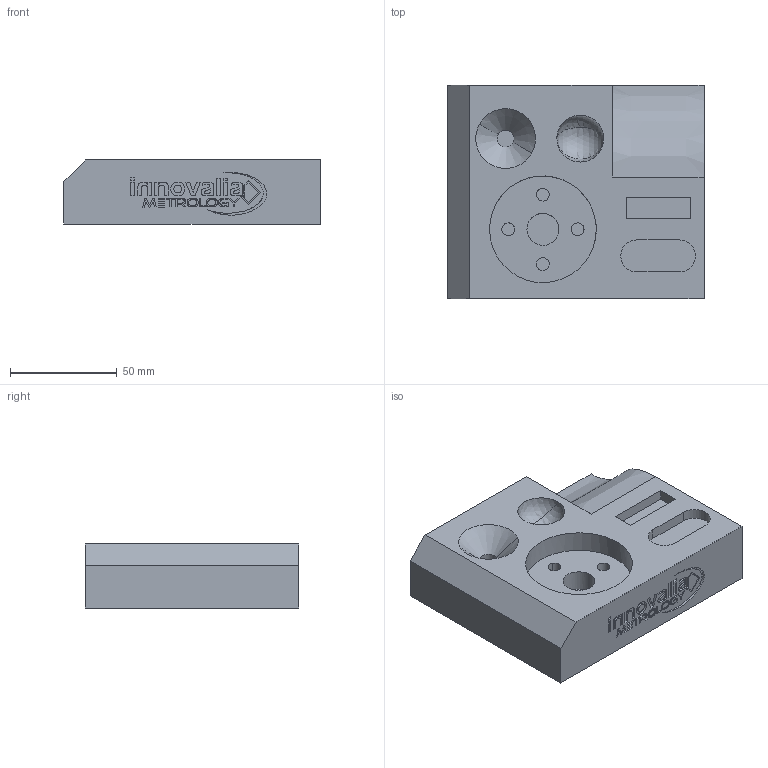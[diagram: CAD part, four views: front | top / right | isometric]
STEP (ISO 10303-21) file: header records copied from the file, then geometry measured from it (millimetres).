
FILE_DESCRIPTION(('CATIA V5 STEP Exchange'),'2;1');
FILE_NAME('pieza-demo3D-v2.stp','2017-01-23T16:18:52+00:00',('none'),('none'),'CATIA Version 5 Release 19 GA (IN-10)','CATIA V5 STEP AP203','none');
FILE_SCHEMA(('CONFIG_CONTROL_DESIGN'));
Length unit declared in the file: millimetre
Products named in the file (1): 3D
Bounding box: 120 x 100 x 30 mm (x, y, z)
Volume: 304654.7 mm3; surface area: 41070.9 mm2
Topology: 1 solids, 1 shells, 363 faces, 965 edges, 638 vertices
Faces by surface type: plane 228, extrusion 110, cylinder 20, sphere 3, cone 2
Entity records: 11965 total; most frequent: CARTESIAN_POINT 3731, ORIENTED_EDGE 1918, DIRECTION 1161, EDGE_CURVE 959, VECTOR 796, LINE 686, VERTEX_POINT 638, EDGE_LOOP 403
